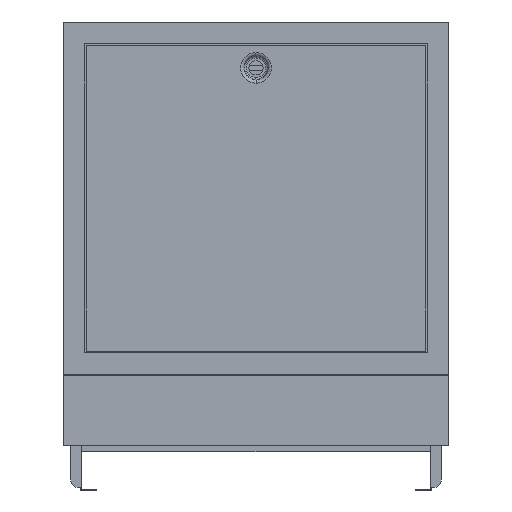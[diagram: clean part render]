
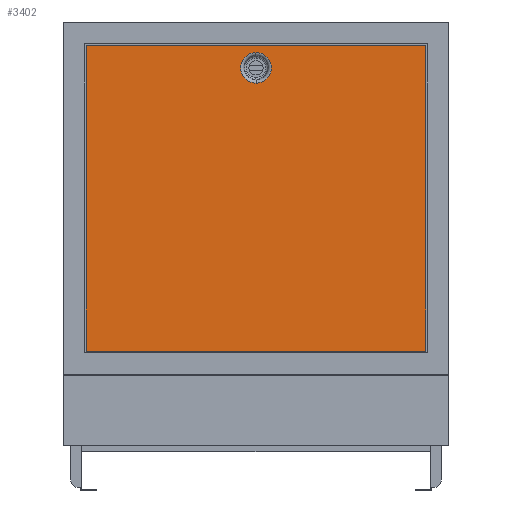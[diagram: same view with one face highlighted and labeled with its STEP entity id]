
A CAD part, top view. The second image highlights one B-rep face of the part: STEP entity #3402.
In plain terms, the highlighted planar face has unit normal (0, 0, 1).
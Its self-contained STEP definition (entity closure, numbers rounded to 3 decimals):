
#2981=DIRECTION('',(0.,-1.,0.));
#2982=VECTOR('',#2981,474.);
#2983=CARTESIAN_POINT('',(-263.,0.,0.));
#2984=LINE('',#2983,#2982);
#2985=DIRECTION('',(-1.,0.,0.));
#2986=VECTOR('',#2985,526.);
#2987=CARTESIAN_POINT('',(263.,0.,0.));
#2988=LINE('',#2987,#2986);
#2989=DIRECTION('',(0.,1.,0.));
#2990=VECTOR('',#2989,474.);
#2991=CARTESIAN_POINT('',(263.,-474.,0.));
#2992=LINE('',#2991,#2990);
#2993=DIRECTION('',(1.,0.,0.));
#2994=VECTOR('',#2993,526.);
#2995=CARTESIAN_POINT('',(-263.,-474.,0.));
#2996=LINE('',#2995,#2994);
#3015=CARTESIAN_POINT('',(0.,-35.,0.));
#3016=DIRECTION('',(0.,0.,-1.));
#3017=DIRECTION('',(0.,1.,0.));
#3018=AXIS2_PLACEMENT_3D('',#3015,#3016,#3017);
#3020=CARTESIAN_POINT('',(0.,-35.,0.));
#3021=DIRECTION('',(0.,0.,-1.));
#3022=DIRECTION('',(0.,-1.,0.));
#3023=AXIS2_PLACEMENT_3D('',#3020,#3021,#3022);
#3293=CARTESIAN_POINT('',(-263.,0.,0.));
#3294=CARTESIAN_POINT('',(-263.,-474.,0.));
#3295=VERTEX_POINT('',#3293);
#3296=VERTEX_POINT('',#3294);
#3297=CARTESIAN_POINT('',(263.,-474.,0.));
#3298=VERTEX_POINT('',#3297);
#3299=CARTESIAN_POINT('',(263.,0.,0.));
#3300=VERTEX_POINT('',#3299);
#3365=CARTESIAN_POINT('',(0.,-11.251,0.));
#3366=CARTESIAN_POINT('',(0.,-58.749,0.));
#3367=VERTEX_POINT('',#3365);
#3368=VERTEX_POINT('',#3366);
#3381=CARTESIAN_POINT('',(0.,0.,0.));
#3382=DIRECTION('',(0.,0.,1.));
#3383=DIRECTION('',(1.,0.,0.));
#3384=AXIS2_PLACEMENT_3D('',#3381,#3382,#3383);
#3385=PLANE('',#3384);
#3387=ORIENTED_EDGE('',*,*,#3386,.F.);
#3389=ORIENTED_EDGE('',*,*,#3388,.F.);
#3391=ORIENTED_EDGE('',*,*,#3390,.F.);
#3393=ORIENTED_EDGE('',*,*,#3392,.F.);
#3394=EDGE_LOOP('',(#3387,#3389,#3391,#3393));
#3395=FACE_OUTER_BOUND('',#3394,.F.);
#3397=ORIENTED_EDGE('',*,*,#3396,.F.);
#3399=ORIENTED_EDGE('',*,*,#3398,.F.);
#3400=EDGE_LOOP('',(#3397,#3399));
#3401=FACE_BOUND('',#3400,.F.);
#3402=ADVANCED_FACE('',(#3395,#3401),#3385,.T.);
#3019=CIRCLE('',#3018,23.749);
#3024=CIRCLE('',#3023,23.749);
#3386=EDGE_CURVE('',#3295,#3296,#2984,.T.);
#3388=EDGE_CURVE('',#3300,#3295,#2988,.T.);
#3390=EDGE_CURVE('',#3298,#3300,#2992,.T.);
#3392=EDGE_CURVE('',#3296,#3298,#2996,.T.);
#3396=EDGE_CURVE('',#3367,#3368,#3019,.T.);
#3398=EDGE_CURVE('',#3368,#3367,#3024,.T.);
